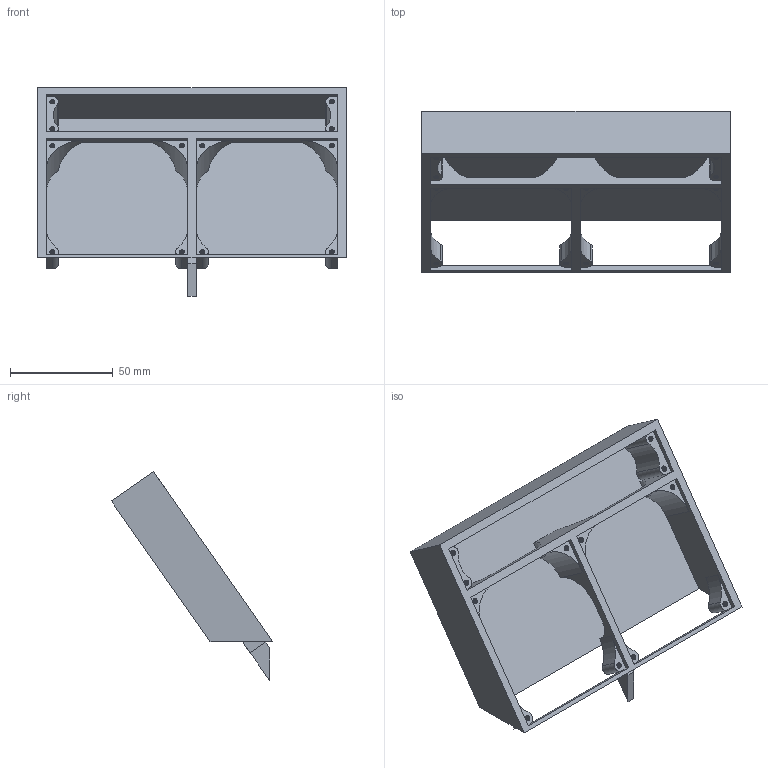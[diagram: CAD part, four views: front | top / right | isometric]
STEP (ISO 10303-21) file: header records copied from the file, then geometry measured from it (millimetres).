
FILE_DESCRIPTION(/* description */ ('','CAx-IF Rec.Pracs.---Representation and Presentation of Product Manufacturing Information (PMI)---4.0---2014-10-13'),/* implementation_level */ '2;1');
FILE_NAME(/* name */ 'Screen.step',/* time_stamp */ '2025-01-06T15:03:41-05:00',/* author */ (''),/* organization */ (''),/* preprocessor_version */ 'ST-DEVELOPER v20',/* originating_system */ 'Autodesk Translation Framework v13.20.0.188',/* authorisation */ '');
FILE_SCHEMA (('AP242_MANAGED_MODEL_BASED_3D_ENGINEERING_MIM_LF { 1 0 10303 442 1 1 4 }'));
Products named in the file (1): Screen
Bounding box: 150 x 78.55 x 101.72 mm (x, y, z)
Volume: 97937.4 mm3; surface area: 49984.1 mm2
Topology: 1 solids, 1 shells, 501 faces, 1456 edges, 966 vertices
Faces by surface type: cylinder 420, plane 57, bspline 24
Full cylindrical faces by diameter (mm): 2.075 x84, 2.58 x48
Entity records: 39852 total; most frequent: CARTESIAN_POINT 28237, ORIENTED_EDGE 2912, DIRECTION 1660, EDGE_CURVE 1456, VERTEX_POINT 966, B_SPLINE_CURVE_WITH_KNOTS 844, AXIS2_PLACEMENT_3D 570, LINE 520
